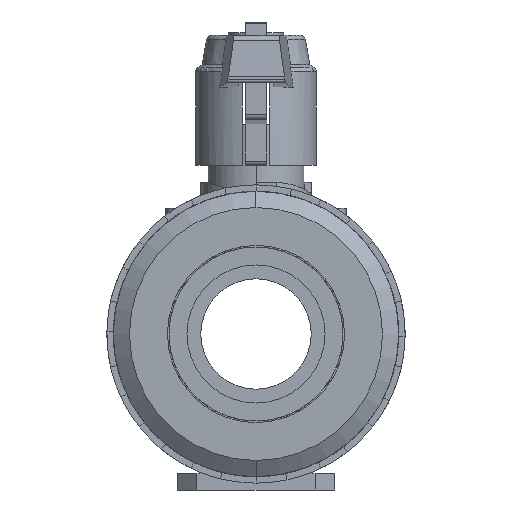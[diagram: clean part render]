
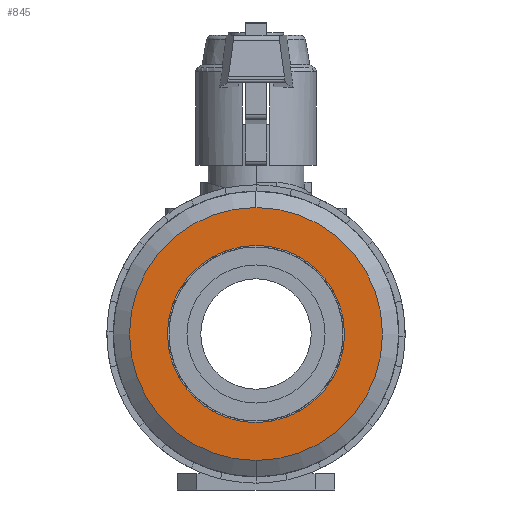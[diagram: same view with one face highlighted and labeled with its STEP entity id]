
A CAD part, left-side view. The second image highlights one B-rep face of the part: STEP entity #845.
In plain terms, the highlighted planar face has unit normal (-1, 0, 0).
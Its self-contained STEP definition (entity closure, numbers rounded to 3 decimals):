
#845=ADVANCED_FACE('',(#1979,#1980),#1981,.T.);
#1979=FACE_BOUND('',#3413,.T.);
#1980=FACE_OUTER_BOUND('',#3414,.T.);
#1981=PLANE('',#3415);
#3413=EDGE_LOOP('',(#6141,#6142));
#3414=EDGE_LOOP('',(#6143,#6144));
#3415=AXIS2_PLACEMENT_3D('',#6145,#6146,#6147);
#6141=ORIENTED_EDGE('',*,*,#9575,.T.);
#6142=ORIENTED_EDGE('',*,*,#9193,.T.);
#6143=ORIENTED_EDGE('',*,*,#9152,.F.);
#6144=ORIENTED_EDGE('',*,*,#9750,.F.);
#6145=CARTESIAN_POINT('',(-61.1,0.0,33.588));
#6146=DIRECTION('',(-1.0,0.0,0.0));
#6147=DIRECTION('',(0.0,0.0,1.0));
#9152=EDGE_CURVE('',#11228,#11231,#11232,.T.);
#9193=EDGE_CURVE('',#11309,#11306,#11310,.T.);
#9575=EDGE_CURVE('',#11306,#11309,#11878,.T.);
#9750=EDGE_CURVE('',#11231,#11228,#12107,.T.);
#11228=VERTEX_POINT('',#14067);
#11231=VERTEX_POINT('',#14071);
#11232=CIRCLE('',#14072,45.825);
#11306=VERTEX_POINT('',#14165);
#11309=VERTEX_POINT('',#14169);
#11310=CIRCLE('',#14170,32.0);
#11878=CIRCLE('',#15288,32.0);
#12107=CIRCLE('',#15601,45.825);
#14067=CARTESIAN_POINT('',(-61.1,0.0,10.675));
#14071=CARTESIAN_POINT('',(-61.1,0.,102.325));
#14072=AXIS2_PLACEMENT_3D('',#18323,#18324,#18325);
#14165=CARTESIAN_POINT('',(-61.1,0.0,24.5));
#14169=CARTESIAN_POINT('',(-61.1,0.,88.5));
#14170=AXIS2_PLACEMENT_3D('',#18397,#18398,#18399);
#15288=AXIS2_PLACEMENT_3D('',#18817,#18818,#18819);
#15601=AXIS2_PLACEMENT_3D('',#18997,#18998,#18999);
#18323=CARTESIAN_POINT('',(-61.1,0.0,56.5));
#18324=DIRECTION('',(1.0,0.0,0.0));
#18325=DIRECTION('',(0.0,0.0,-1.0));
#18397=CARTESIAN_POINT('',(-61.1,0.0,56.5));
#18398=DIRECTION('',(1.0,-0.0,0.0));
#18399=DIRECTION('',(0.0,0.0,-1.0));
#18817=CARTESIAN_POINT('',(-61.1,0.0,56.5));
#18818=DIRECTION('',(1.0,-0.0,0.0));
#18819=DIRECTION('',(0.0,0.0,-1.0));
#18997=CARTESIAN_POINT('',(-61.1,0.0,56.5));
#18998=DIRECTION('',(1.0,0.0,0.0));
#18999=DIRECTION('',(0.0,0.0,-1.0));
